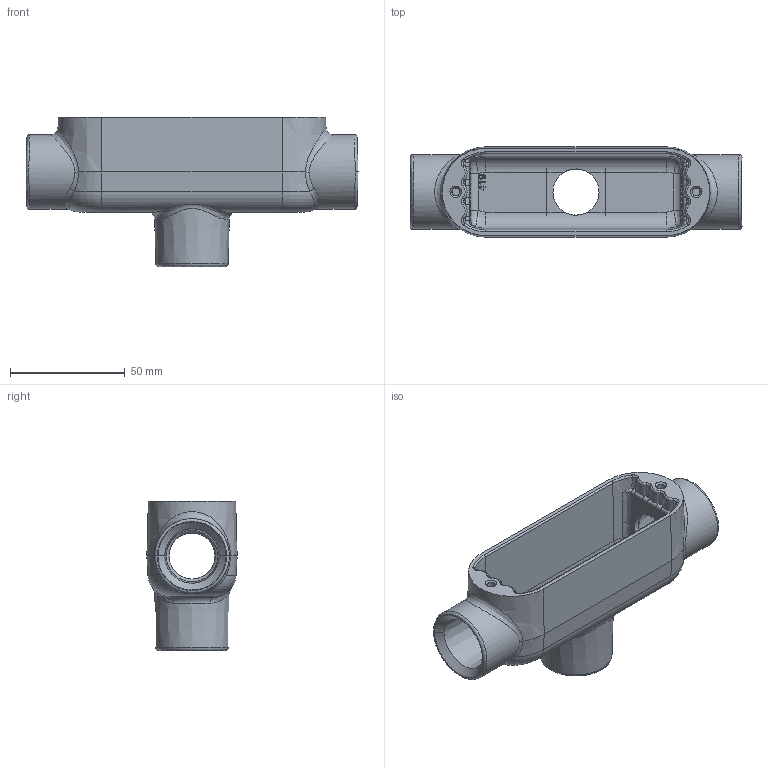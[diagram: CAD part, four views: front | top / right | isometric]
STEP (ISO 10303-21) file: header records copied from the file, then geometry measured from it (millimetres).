
FILE_DESCRIPTION(/* description */ (''),/* implementation_level */ '2;1');
FILE_NAME(/* name */ 'KIL_OTB-2.stp',/* time_stamp */ '2019-12-18T21:18:41+06:00',/* author */ ('mashraf'),/* organization */ (''),/* preprocessor_version */ 'ST-DEVELOPER v16.13',/* originating_system */ 'Autodesk Inventor 2018',/* authorisation */ '');
FILE_SCHEMA (('AUTOMOTIVE_DESIGN { 1 0 10303 214 3 1 1 }'));
Length unit declared in the file: inch
Products named in the file (1): 13794-1
Bounding box: 144.78 x 39.35 x 65.07 mm (x, y, z)
Volume: 68690 mm3; surface area: 36705.5 mm2
Topology: 1 solids, 1 shells, 210 faces, 518 edges, 317 vertices
Faces by surface type: plane 73, bspline 63, cylinder 27, cone 25, torus 22
Full cylindrical faces by diameter (mm): 20.117 x3, 32.537 x2
Entity records: 12017 total; most frequent: CARTESIAN_POINT 7467, ORIENTED_EDGE 982, DIRECTION 855, EDGE_CURVE 491, AXIS2_PLACEMENT_3D 334, VERTEX_POINT 308, EDGE_LOOP 241, FACE_OUTER_BOUND 210
